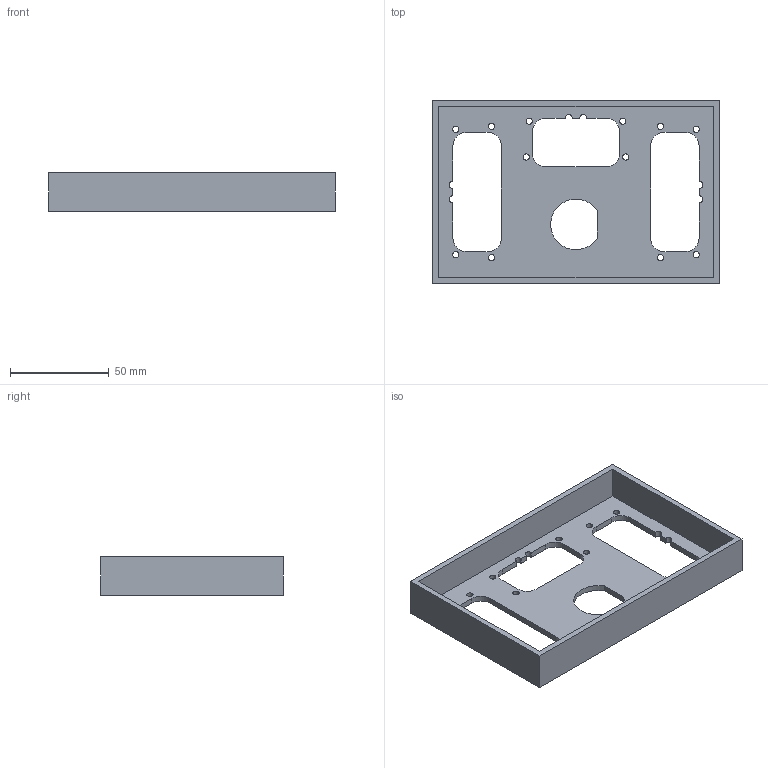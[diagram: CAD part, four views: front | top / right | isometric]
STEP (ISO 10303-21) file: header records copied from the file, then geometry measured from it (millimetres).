
FILE_DESCRIPTION(/* description */ (''),/* implementation_level */ '2;1');
FILE_NAME(/* name */ 'proteus-case.step',/* time_stamp */ '2020-05-26T14:58:47-07:00',/* author */ (''),/* organization */ (''),/* preprocessor_version */ 'ST-DEVELOPER v18',/* originating_system */ 'Autodesk Translation Framework v8.12.0.6',/* authorisation */ '');
FILE_SCHEMA (('AUTOMOTIVE_DESIGN { 1 0 10303 214 3 1 1 }'));
Length unit declared in the file: millimetre
Products named in the file (1): case-upper
Bounding box: 145 x 92.5 x 19.6 mm (x, y, z)
Volume: 49676.6 mm3; surface area: 36512.2 mm2
Topology: 1 solids, 1 shells, 73 faces, 210 edges, 140 vertices
Faces by surface type: plane 42, cylinder 31
Full cylindrical faces by diameter (mm): 3.175 x12
Entity records: 2503 total; most frequent: CARTESIAN_POINT 424, ORIENTED_EDGE 420, DIRECTION 420, EDGE_CURVE 210, LINE 148, VECTOR 148, VERTEX_POINT 140, AXIS2_PLACEMENT_3D 136
